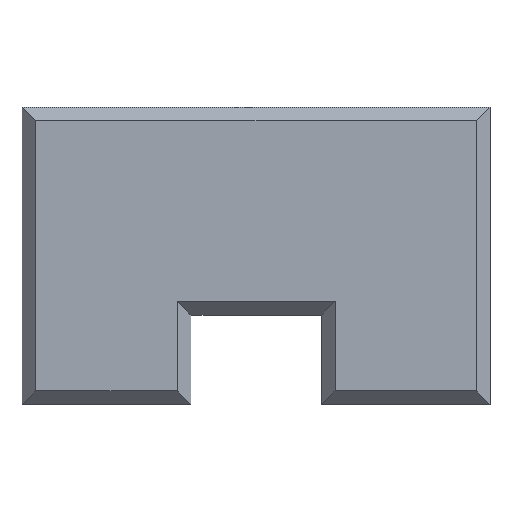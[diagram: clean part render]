
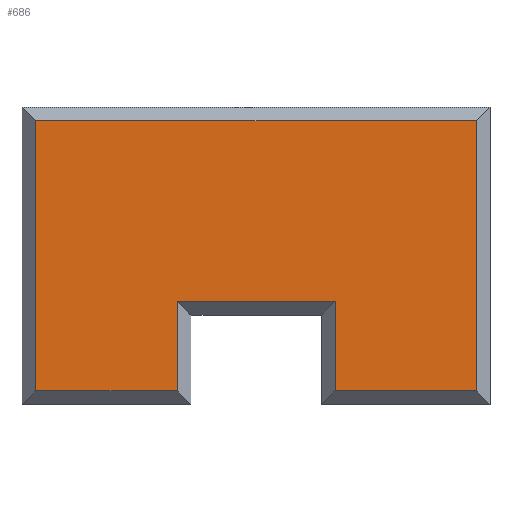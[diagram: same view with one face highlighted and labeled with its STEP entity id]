
A CAD part, top view. The second image highlights one B-rep face of the part: STEP entity #686.
In plain terms, the highlighted planar face has unit normal (0, 0, 1).
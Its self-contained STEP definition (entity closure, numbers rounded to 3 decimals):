
#24=LINE('',#976,#110);
#28=LINE('',#984,#114);
#31=LINE('',#990,#117);
#34=LINE('',#996,#120);
#37=LINE('',#1002,#123);
#41=LINE('',#1010,#127);
#44=LINE('',#1016,#130);
#47=LINE('',#1020,#133);
#110=VECTOR('',#794,10.);
#114=VECTOR('',#800,10.);
#117=VECTOR('',#805,10.);
#120=VECTOR('',#810,10.);
#123=VECTOR('',#815,10.);
#127=VECTOR('',#821,10.);
#130=VECTOR('',#826,10.);
#133=VECTOR('',#831,10.);
#212=FACE_OUTER_BOUND('',#253,.T.);
#253=EDGE_LOOP('',(#501,#502,#503,#504,#505,#506,#507,#508));
#295=VERTEX_POINT('',#974);
#296=VERTEX_POINT('',#975);
#299=VERTEX_POINT('',#983);
#301=VERTEX_POINT('',#989);
#303=VERTEX_POINT('',#995);
#305=VERTEX_POINT('',#1001);
#308=VERTEX_POINT('',#1009);
#310=VERTEX_POINT('',#1015);
#355=EDGE_CURVE('',#295,#296,#24,.T.);
#359=EDGE_CURVE('',#296,#299,#28,.T.);
#362=EDGE_CURVE('',#299,#301,#31,.T.);
#365=EDGE_CURVE('',#301,#303,#34,.T.);
#368=EDGE_CURVE('',#303,#305,#37,.T.);
#372=EDGE_CURVE('',#305,#308,#41,.T.);
#375=EDGE_CURVE('',#308,#310,#44,.T.);
#378=EDGE_CURVE('',#310,#295,#47,.T.);
#501=ORIENTED_EDGE('',*,*,#355,.F.);
#502=ORIENTED_EDGE('',*,*,#378,.F.);
#503=ORIENTED_EDGE('',*,*,#375,.F.);
#504=ORIENTED_EDGE('',*,*,#372,.F.);
#505=ORIENTED_EDGE('',*,*,#368,.F.);
#506=ORIENTED_EDGE('',*,*,#365,.F.);
#507=ORIENTED_EDGE('',*,*,#362,.F.);
#508=ORIENTED_EDGE('',*,*,#359,.F.);
#649=PLANE('',#745);
#686=ADVANCED_FACE('',(#212),#649,.T.);
#745=AXIS2_PLACEMENT_3D('',#1047,#853,#854);
#794=DIRECTION('',(0.,1.,0.));
#800=DIRECTION('',(-1.,0.,0.));
#805=DIRECTION('',(0.,-1.,0.));
#810=DIRECTION('',(-1.,0.,0.));
#815=DIRECTION('',(0.,1.,0.));
#821=DIRECTION('',(1.,0.,0.));
#826=DIRECTION('',(0.,-1.,0.));
#831=DIRECTION('',(-1.,0.,0.));
#853=DIRECTION('center_axis',(0.,0.,1.));
#854=DIRECTION('ref_axis',(1.,0.,0.));
#974=CARTESIAN_POINT('',(22.237,-22.16,10.145));
#975=CARTESIAN_POINT('',(22.237,-15.667,10.145));
#976=CARTESIAN_POINT('',(22.237,-13.642,10.145));
#983=CARTESIAN_POINT('',(10.797,-15.667,10.145));
#984=CARTESIAN_POINT('',(14.154,-15.667,10.145));
#989=CARTESIAN_POINT('',(10.797,-22.16,10.145));
#990=CARTESIAN_POINT('',(10.797,-13.767,10.145));
#995=CARTESIAN_POINT('',(0.55,-22.16,10.145));
#996=CARTESIAN_POINT('',(13.169,-22.16,10.145));
#1001=CARTESIAN_POINT('',(0.55,-2.59,10.145));
#1002=CARTESIAN_POINT('',(0.55,-16.889,10.145));
#1009=CARTESIAN_POINT('',(32.47,-2.59,10.145));
#1010=CARTESIAN_POINT('',(24.99,-2.59,10.145));
#1015=CARTESIAN_POINT('',(32.47,-22.16,10.145));
#1016=CARTESIAN_POINT('',(32.47,-6.257,10.145));
#1020=CARTESIAN_POINT('',(24.99,-22.16,10.145));
#1047=CARTESIAN_POINT('Origin',(16.51,-10.617,10.145));
